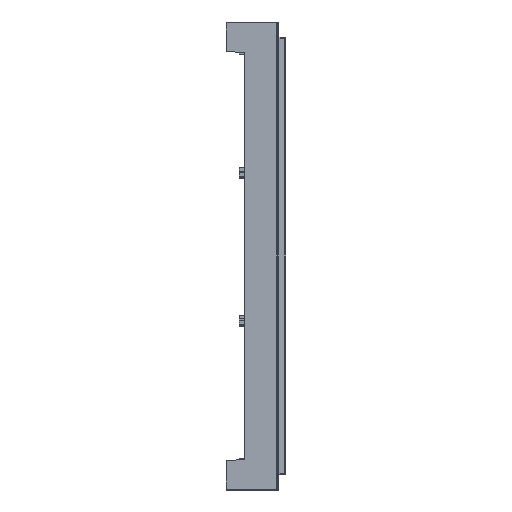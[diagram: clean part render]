
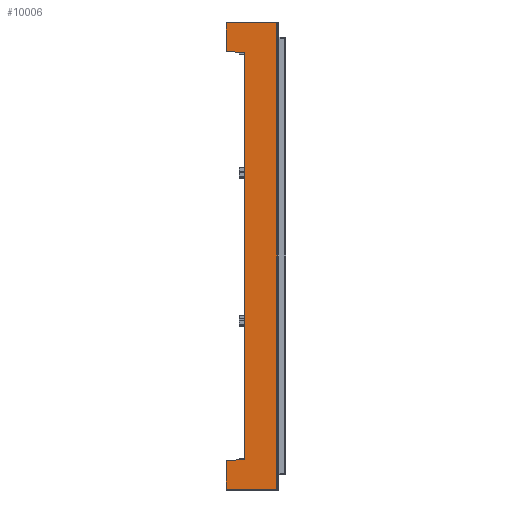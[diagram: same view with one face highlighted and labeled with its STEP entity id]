
A CAD part, left-side view. The second image highlights one B-rep face of the part: STEP entity #10006.
In plain terms, the highlighted planar face has unit normal (-1, 0, 0).
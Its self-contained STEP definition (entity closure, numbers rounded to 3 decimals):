
#9970=AXIS2_PLACEMENT_3D('Plane Axis2P3D',#9967,#9968,#9969) ;
#7303=CARTESIAN_POINT('Vertex',(-50.,-63.,584.)) ;
#7334=CARTESIAN_POINT('Line Origine',(-50.,-63.,292.5)) ;
#7338=CARTESIAN_POINT('Vertex',(-50.,-63.,1.)) ;
#7736=CARTESIAN_POINT('Vertex',(-50.,0.,1.)) ;
#7739=CARTESIAN_POINT('Line Origine',(-50.,0.,19.)) ;
#7743=CARTESIAN_POINT('Vertex',(-50.,0.,37.)) ;
#8425=CARTESIAN_POINT('Vertex',(-50.,0.,584.)) ;
#8493=CARTESIAN_POINT('Vertex',(-50.,0.,548.)) ;
#8496=CARTESIAN_POINT('Line Origine',(-50.,0.,566.)) ;
#9948=CARTESIAN_POINT('Line Origine',(-50.,0.,584.)) ;
#9967=CARTESIAN_POINT('Axis2P3D Location',(-50.,0.,585.)) ;
#9972=CARTESIAN_POINT('Line Origine',(-50.,-31.5,1.)) ;
#9977=CARTESIAN_POINT('Line Origine',(-50.,-11.5,547.5)) ;
#9981=CARTESIAN_POINT('Vertex',(-50.,-23.,547.)) ;
#9984=CARTESIAN_POINT('Line Origine',(-50.,-23.,292.5)) ;
#9988=CARTESIAN_POINT('Vertex',(-50.,-23.,38.)) ;
#9991=CARTESIAN_POINT('Line Origine',(-50.,-11.5,37.5)) ;
#7335=DIRECTION('Vector Direction',(0.,0.,1.)) ;
#7740=DIRECTION('Vector Direction',(0.,0.,1.)) ;
#8497=DIRECTION('Vector Direction',(0.,0.,1.)) ;
#9949=DIRECTION('Vector Direction',(0.,-1.,0.)) ;
#9968=DIRECTION('Axis2P3D Direction',(-1.,0.,0.)) ;
#9969=DIRECTION('Axis2P3D XDirection',(0.,0.,-1.)) ;
#9973=DIRECTION('Vector Direction',(0.,1.,0.)) ;
#9978=DIRECTION('Vector Direction',(0.,-0.999,-0.043)) ;
#9985=DIRECTION('Vector Direction',(0.,0.,-1.)) ;
#9992=DIRECTION('Vector Direction',(0.,0.999,-0.043)) ;
#7336=VECTOR('Line Direction',#7335,1.) ;
#7741=VECTOR('Line Direction',#7740,1.) ;
#8498=VECTOR('Line Direction',#8497,1.) ;
#9950=VECTOR('Line Direction',#9949,1.) ;
#9974=VECTOR('Line Direction',#9973,1.) ;
#9979=VECTOR('Line Direction',#9978,1.) ;
#9986=VECTOR('Line Direction',#9985,1.) ;
#9993=VECTOR('Line Direction',#9992,1.) ;
#9997=ORIENTED_EDGE('',*,*,#9976,.F.) ;
#9998=ORIENTED_EDGE('',*,*,#7340,.F.) ;
#9999=ORIENTED_EDGE('',*,*,#9952,.F.) ;
#10000=ORIENTED_EDGE('',*,*,#8500,.F.) ;
#10001=ORIENTED_EDGE('',*,*,#9983,.T.) ;
#10002=ORIENTED_EDGE('',*,*,#9990,.T.) ;
#10003=ORIENTED_EDGE('',*,*,#9995,.T.) ;
#10004=ORIENTED_EDGE('',*,*,#7745,.F.) ;
#10006=ADVANCED_FACE('Volumenk\X2\00F6\X0\rper1',(#10005),#9971,.T.) ;
#7340=EDGE_CURVE('',#7304,#7339,#7337,.F.) ;
#7745=EDGE_CURVE('',#7737,#7744,#7742,.T.) ;
#8500=EDGE_CURVE('',#8494,#8426,#8499,.T.) ;
#9952=EDGE_CURVE('',#8426,#7304,#9951,.T.) ;
#9976=EDGE_CURVE('',#7339,#7737,#9975,.T.) ;
#9983=EDGE_CURVE('',#8494,#9982,#9980,.T.) ;
#9990=EDGE_CURVE('',#9982,#9989,#9987,.T.) ;
#9995=EDGE_CURVE('',#9989,#7744,#9994,.T.) ;
#9996=EDGE_LOOP('',(#9997,#9998,#9999,#10000,#10001,#10002,#10003,#10004)) ;
#10005=FACE_OUTER_BOUND('',#9996,.T.) ;
#7337=LINE('Line',#7334,#7336) ;
#7742=LINE('Line',#7739,#7741) ;
#8499=LINE('Line',#8496,#8498) ;
#9951=LINE('Line',#9948,#9950) ;
#9975=LINE('Line',#9972,#9974) ;
#9980=LINE('Line',#9977,#9979) ;
#9987=LINE('Line',#9984,#9986) ;
#9994=LINE('Line',#9991,#9993) ;
#9971=PLANE('',#9970) ;
#7304=VERTEX_POINT('',#7303) ;
#7339=VERTEX_POINT('',#7338) ;
#7737=VERTEX_POINT('',#7736) ;
#7744=VERTEX_POINT('',#7743) ;
#8426=VERTEX_POINT('',#8425) ;
#8494=VERTEX_POINT('',#8493) ;
#9982=VERTEX_POINT('',#9981) ;
#9989=VERTEX_POINT('',#9988) ;
